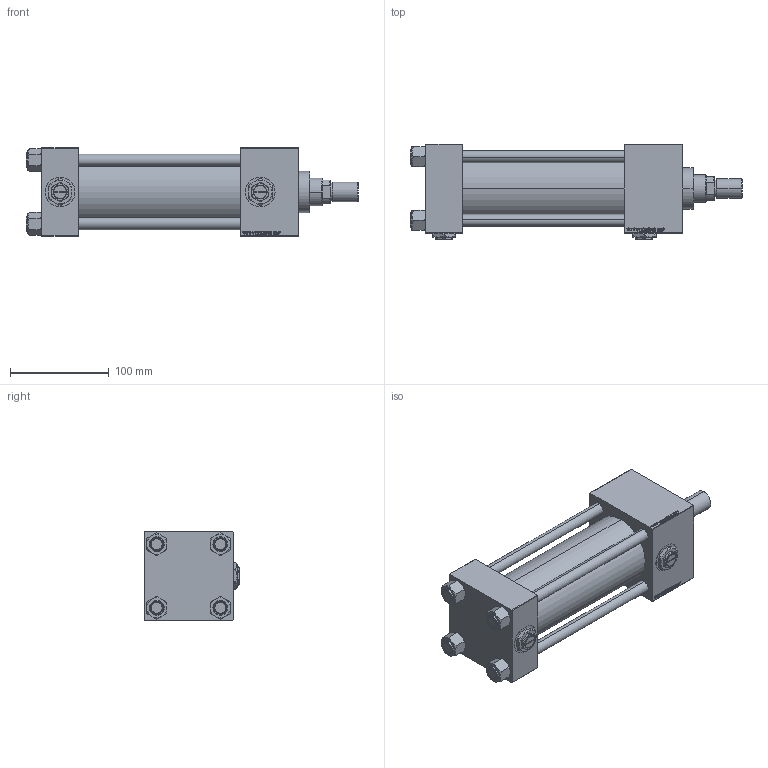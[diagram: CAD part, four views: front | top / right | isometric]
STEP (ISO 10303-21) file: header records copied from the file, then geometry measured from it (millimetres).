
FILE_DESCRIPTION (( 'STEP AP203' ), '1' );
FILE_NAME ('08b0.STEP', '2022-04-16T03:20:25', ( '' ), ( '' ), 'SwSTEP 2.0', 'SolidWorks 2019', '' );
FILE_SCHEMA (( 'CONFIG_CONTROL_DESIGN' ));
Length unit declared in the file: millimetre
Products named in the file (8): 08b0; V215_VC_A e58423fcb8b2c9fb59e0cdf5b95d944f; V215CR_C_TYCINKA e58423fcb8b2c9fb59e0cdf5b95d944f; ROD_END_AH e58423fcb8b2c9fb59e0cdf5b95d944f; Zatka_pro_OIL_PORT e58423fcb8b2c9fb59e0cdf5b95d944f; V215CR_C_Body e58423fcb8b2c9fb59e0cdf5b95d944f; V215CR_VCP_C e58423fcb8b2c9fb59e0cdf5b95d944f; NUT_M5_C e58423fcb8b2c9fb59e0cdf5b95d944f
Assembly tree (14 placements, depth 2):
  08b0
    V215CR_C_Body e58423fcb8b2c9fb59e0cdf5b95d944f
    V215CR_VCP_C e58423fcb8b2c9fb59e0cdf5b95d944f
    NUT_M5_C e58423fcb8b2c9fb59e0cdf5b95d944f  x4
    V215CR_C_TYCINKA e58423fcb8b2c9fb59e0cdf5b95d944f  x4
    V215_VC_A e58423fcb8b2c9fb59e0cdf5b95d944f
    ROD_END_AH e58423fcb8b2c9fb59e0cdf5b95d944f
    Zatka_pro_OIL_PORT e58423fcb8b2c9fb59e0cdf5b95d944f  x2
Bounding box: 336 x 97 x 90 mm (x, y, z)
Volume: 1125968.7 mm3; surface area: 255155.9 mm2
Topology: 14 solids, 14 shells, 1270 faces, 3148 edges, 2031 vertices
Faces by surface type: plane 580, bspline 392, cone 182, cylinder 106, torus 10
Entity records: 52924 total; most frequent: CARTESIAN_POINT 27837, ORIENTED_EDGE 5596, DIRECTION 3668, EDGE_CURVE 2798, VERTEX_POINT 1829, VECTOR 1652, LINE 1652, EDGE_LOOP 1247
